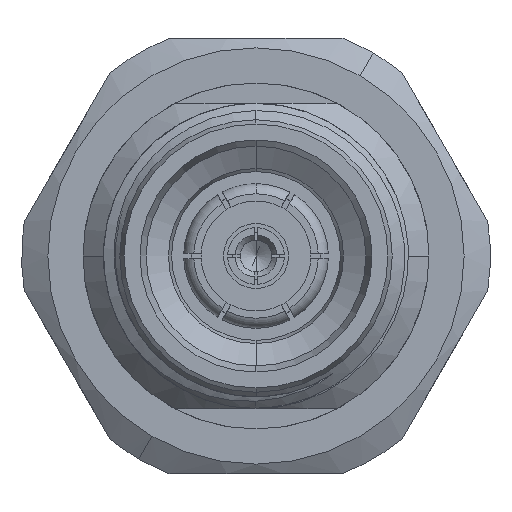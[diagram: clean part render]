
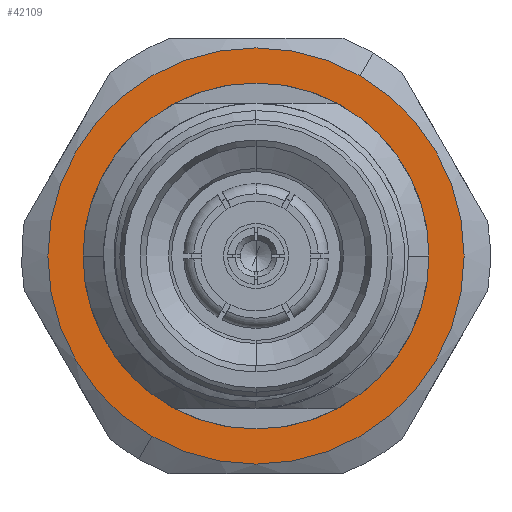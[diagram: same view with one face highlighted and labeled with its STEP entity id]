
A CAD part, left-side view. The second image highlights one B-rep face of the part: STEP entity #42109.
In plain terms, the highlighted planar face has unit normal (-1, 0, 0).
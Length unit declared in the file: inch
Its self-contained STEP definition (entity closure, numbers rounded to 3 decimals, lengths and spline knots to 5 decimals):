
#21 = DIRECTION ( 'NONE',  ( 0., -0.5, 0.866 ) ) ;
#1129 = EDGE_CURVE ( 'NONE', #11706, #53438, #53965, .T. ) ;
#3242 = CARTESIAN_POINT ( 'NONE',  ( 0.75869, 0., 0. ) ) ;
#3926 = EDGE_CURVE ( 'NONE', #32117, #27567, #9294, .T. ) ;
#8416 = AXIS2_PLACEMENT_3D ( 'NONE', #49493, #30249, #21 ) ;
#9047 = DIRECTION ( 'NONE',  ( 0., -0.5, 0.866 ) ) ;
#9294 = CIRCLE ( 'NONE', #45695, 0.37598 ) ;
#11333 = EDGE_LOOP ( 'NONE', ( #43469, #44183 ) ) ;
#11620 = CARTESIAN_POINT ( 'NONE',  ( 0.75869, 0.3125, 0. ) ) ;
#11706 = VERTEX_POINT ( 'NONE', #11620 ) ;
#12082 = FACE_OUTER_BOUND ( 'NONE', #11333, .T. ) ;
#12398 = DIRECTION ( 'NONE',  ( 0., -0.5, 0.866 ) ) ;
#13180 = EDGE_CURVE ( 'NONE', #27567, #32117, #47982, .T. ) ;
#16415 = CARTESIAN_POINT ( 'NONE',  ( 0.75869, -0.18799, 0.32561 ) ) ;
#16473 = ORIENTED_EDGE ( 'NONE', *, *, #1129, .T. ) ;
#16941 = FACE_BOUND ( 'NONE', #50669, .T. ) ;
#19057 = AXIS2_PLACEMENT_3D ( 'NONE', #50804, #60929, #56023 ) ;
#19095 = DIRECTION ( 'NONE',  ( -1., 0., 0. ) ) ;
#27567 = VERTEX_POINT ( 'NONE', #16415 ) ;
#27637 = DIRECTION ( 'NONE',  ( 1., 0., 0. ) ) ;
#28412 = CIRCLE ( 'NONE', #19057, 0.3125 ) ;
#28522 = CARTESIAN_POINT ( 'NONE',  ( 0.75869, -0.3125, 0. ) ) ;
#28964 = AXIS2_PLACEMENT_3D ( 'NONE', #3242, #27637, #42678 ) ;
#30249 = DIRECTION ( 'NONE',  ( -1., 0., 0. ) ) ;
#32117 = VERTEX_POINT ( 'NONE', #51581 ) ;
#32255 = PLANE ( 'NONE',  #34879 ) ;
#33786 = CARTESIAN_POINT ( 'NONE',  ( 0.75869, 0., 0. ) ) ;
#34879 = AXIS2_PLACEMENT_3D ( 'NONE', #51822, #37166, #12398 ) ;
#37166 = DIRECTION ( 'NONE',  ( -1., 0., 0. ) ) ;
#42109 = ADVANCED_FACE ( 'NONE', ( #16941, #12082 ), #32255, .T. ) ;
#42678 = DIRECTION ( 'NONE',  ( 0., -1., 0. ) ) ;
#43469 = ORIENTED_EDGE ( 'NONE', *, *, #3926, .T. ) ;
#44183 = ORIENTED_EDGE ( 'NONE', *, *, #13180, .T. ) ;
#45695 = AXIS2_PLACEMENT_3D ( 'NONE', #33786, #19095, #9047 ) ;
#47982 = CIRCLE ( 'NONE', #8416, 0.37598 ) ;
#49493 = CARTESIAN_POINT ( 'NONE',  ( 0.75869, 0., 0. ) ) ;
#50669 = EDGE_LOOP ( 'NONE', ( #16473, #60482 ) ) ;
#50804 = CARTESIAN_POINT ( 'NONE',  ( 0.75869, 0., 0. ) ) ;
#51581 = CARTESIAN_POINT ( 'NONE',  ( 0.75869, 0.18799, -0.32561 ) ) ;
#51822 = CARTESIAN_POINT ( 'NONE',  ( 0.75869, -0.18799, 0.32561 ) ) ;
#53438 = VERTEX_POINT ( 'NONE', #28522 ) ;
#53965 = CIRCLE ( 'NONE', #28964, 0.3125 ) ;
#56023 = DIRECTION ( 'NONE',  ( 0., -1., 0. ) ) ;
#60482 = ORIENTED_EDGE ( 'NONE', *, *, #64460, .T. ) ;
#60929 = DIRECTION ( 'NONE',  ( 1., 0., 0. ) ) ;
#64460 = EDGE_CURVE ( 'NONE', #53438, #11706, #28412, .T. ) ;
